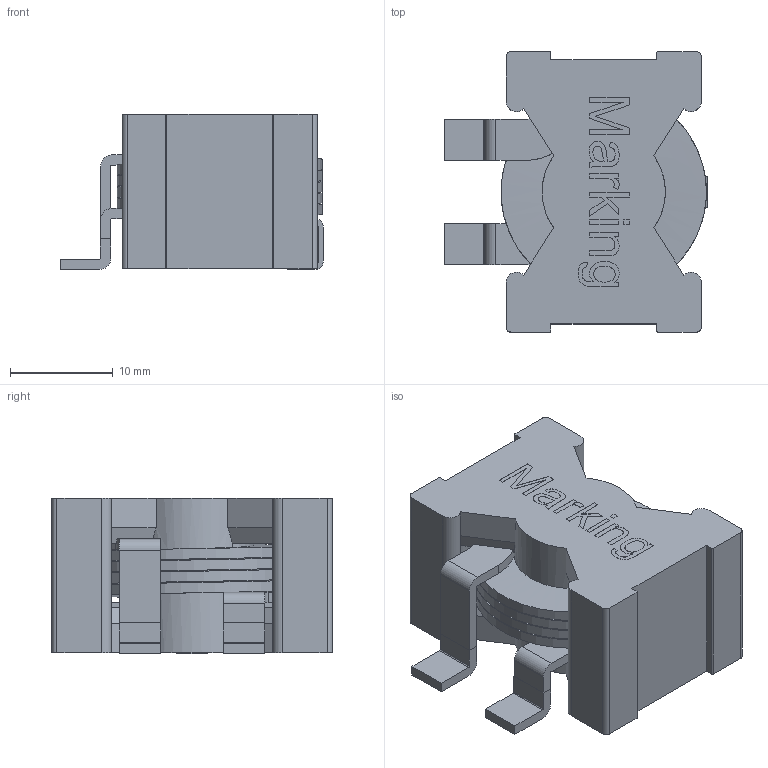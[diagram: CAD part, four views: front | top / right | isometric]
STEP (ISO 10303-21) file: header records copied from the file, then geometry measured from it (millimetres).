
FILE_DESCRIPTION(/* description */ ('Unknown'),/* implementation_level */ '2;1');
FILE_NAME(/* name */ 'L_Wurth_WE-HCF_2815',/* time_stamp */ '2022-03-08T10:06:57+08:00',/* author */ ('Unknown'),/* organization */ ('Unknown'),/* preprocessor_version */ 'ST-DEVELOPER v16.7',/* originating_system */ 'Solid Edge',/* authorisation */ 'Unknown');
FILE_SCHEMA (('AUTOMOTIVE_DESIGN {1 0 10303 214 3 1 1}'));
Length unit declared in the file: millimetre
Products named in the file (2): L_Wurth_WE-HCF_2815
Assembly tree (1 placements, depth 2):
  L_Wurth_WE-HCF_2815
    L_Wurth_WE-HCF_2815
Bounding box: 25.6 x 27.3 x 15.1 mm (x, y, z)
Volume: 6036.2 mm3; surface area: 5316.5 mm2
Topology: 1 solids, 1 shells, 193 faces, 535 edges, 350 vertices
Faces by surface type: plane 136, cylinder 40, bspline 17
Full cylindrical faces by diameter (mm): 12 x4
Entity records: 8576 total; most frequent: CARTESIAN_POINT 2409, ORIENTED_EDGE 1042, DIRECTION 935, EDGE_CURVE 521, LINE 383, VECTOR 383, VERTEX_POINT 342, AXIS2_PLACEMENT_3D 276
